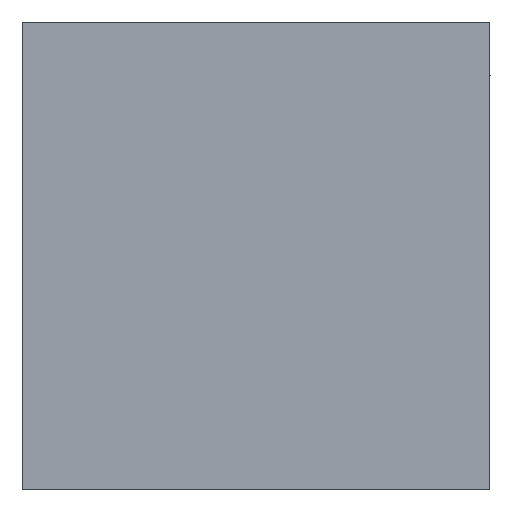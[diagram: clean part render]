
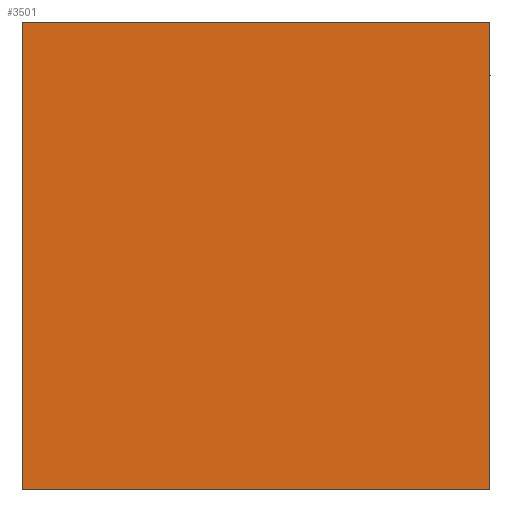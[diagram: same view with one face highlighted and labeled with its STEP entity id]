
A CAD part, front view. The second image highlights one B-rep face of the part: STEP entity #3501.
In plain terms, the highlighted planar face has unit normal (0, -1, 0).
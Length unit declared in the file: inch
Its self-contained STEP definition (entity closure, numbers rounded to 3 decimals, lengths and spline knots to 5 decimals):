
#569 = DIRECTION ( 'NONE',  ( 0., 0., 1. ) ) ;
#735 = VERTEX_POINT ( 'NONE', #3649 ) ;
#1448 = EDGE_CURVE ( 'NONE', #8271, #1491, #7993, .T. ) ;
#1491 = VERTEX_POINT ( 'NONE', #5025 ) ;
#1575 = LINE ( 'NONE', #7346, #6745 ) ;
#2207 = VECTOR ( 'NONE', #7345, 39.37008 ) ;
#2410 = ORIENTED_EDGE ( 'NONE', *, *, #5999, .F. ) ;
#2476 = LINE ( 'NONE', #5738, #8411 ) ;
#2520 = VECTOR ( 'NONE', #8333, 39.37008 ) ;
#3108 = FACE_OUTER_BOUND ( 'NONE', #6634, .T. ) ;
#3501 = ADVANCED_FACE ( 'NONE', ( #3108 ), #6436, .F. ) ;
#3649 = CARTESIAN_POINT ( 'NONE',  ( -0.3937, 0., -0.3937 ) ) ;
#3767 = VERTEX_POINT ( 'NONE', #7107 ) ;
#4031 = DIRECTION ( 'NONE',  ( 0., 0., -1. ) ) ;
#4237 = CARTESIAN_POINT ( 'NONE',  ( -0.3937, 0., 0.3937 ) ) ;
#4280 = EDGE_CURVE ( 'NONE', #1491, #3767, #1575, .T. ) ;
#4397 = DIRECTION ( 'NONE',  ( 0., 1., 0. ) ) ;
#4401 = EDGE_CURVE ( 'NONE', #3767, #735, #4982, .T. ) ;
#4760 = CARTESIAN_POINT ( 'NONE',  ( -0.3937, 0., 0.3937 ) ) ;
#4982 = LINE ( 'NONE', #5747, #2520 ) ;
#5025 = CARTESIAN_POINT ( 'NONE',  ( 0.3937, 0., 0.3937 ) ) ;
#5119 = AXIS2_PLACEMENT_3D ( 'NONE', #7589, #4397, #569 ) ;
#5277 = ORIENTED_EDGE ( 'NONE', *, *, #4280, .F. ) ;
#5738 = CARTESIAN_POINT ( 'NONE',  ( -0.3937, 0., -0.3937 ) ) ;
#5747 = CARTESIAN_POINT ( 'NONE',  ( -0.3937, 0., -0.3937 ) ) ;
#5999 = EDGE_CURVE ( 'NONE', #735, #8271, #2476, .T. ) ;
#6263 = ORIENTED_EDGE ( 'NONE', *, *, #4401, .F. ) ;
#6436 = PLANE ( 'NONE',  #5119 ) ;
#6634 = EDGE_LOOP ( 'NONE', ( #5277, #8150, #2410, #6263 ) ) ;
#6745 = VECTOR ( 'NONE', #4031, 39.37008 ) ;
#7107 = CARTESIAN_POINT ( 'NONE',  ( 0.3937, 0., -0.3937 ) ) ;
#7345 = DIRECTION ( 'NONE',  ( 1., 0., 0. ) ) ;
#7346 = CARTESIAN_POINT ( 'NONE',  ( 0.3937, 0., -0.3937 ) ) ;
#7589 = CARTESIAN_POINT ( 'NONE',  ( 0., 0., 0. ) ) ;
#7993 = LINE ( 'NONE', #4760, #2207 ) ;
#8150 = ORIENTED_EDGE ( 'NONE', *, *, #1448, .F. ) ;
#8271 = VERTEX_POINT ( 'NONE', #4237 ) ;
#8326 = DIRECTION ( 'NONE',  ( 0., 0., 1. ) ) ;
#8333 = DIRECTION ( 'NONE',  ( -1., 0., 0. ) ) ;
#8411 = VECTOR ( 'NONE', #8326, 39.37008 ) ;
